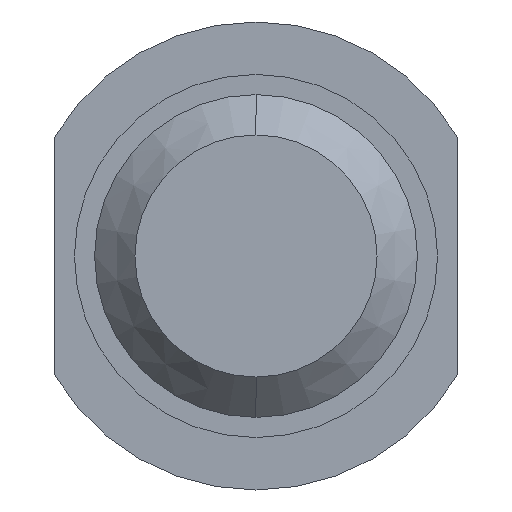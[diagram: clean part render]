
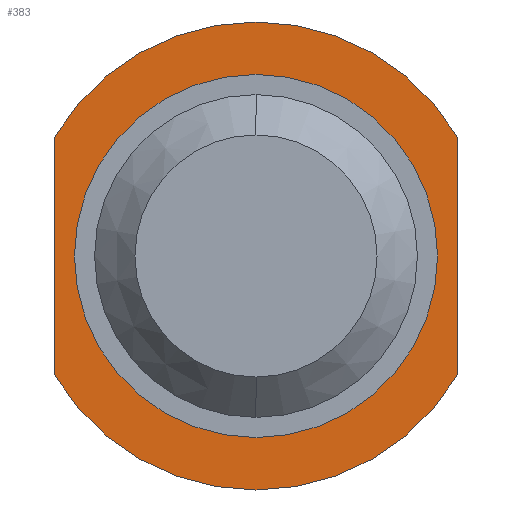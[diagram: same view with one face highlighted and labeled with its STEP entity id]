
A CAD part, front view. The second image highlights one B-rep face of the part: STEP entity #383.
In plain terms, the highlighted planar face has unit normal (0, -1, 0).
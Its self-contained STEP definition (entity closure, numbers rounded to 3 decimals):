
#4 = VECTOR ( 'NONE', #186, 1000. ) ;
#6 = ORIENTED_EDGE ( 'NONE', *, *, #286, .T. ) ;
#13 = DIRECTION ( 'NONE',  ( 0., 0., -1. ) ) ;
#14 = EDGE_CURVE ( 'NONE', #98, #424, #258, .T. ) ;
#24 = CARTESIAN_POINT ( 'NONE',  ( 2.5, 0., 1.47 ) ) ;
#27 = ORIENTED_EDGE ( 'NONE', *, *, #79, .F. ) ;
#30 = DIRECTION ( 'NONE',  ( 0., 0., -1. ) ) ;
#35 = FACE_OUTER_BOUND ( 'NONE', #222, .T. ) ;
#37 = CARTESIAN_POINT ( 'NONE',  ( -2.5, 0., 0. ) ) ;
#53 = DIRECTION ( 'NONE',  ( 0., 0., -1. ) ) ;
#74 = AXIS2_PLACEMENT_3D ( 'NONE', #504, #214, #13 ) ;
#79 = EDGE_CURVE ( 'NONE', #331, #423, #416, .T. ) ;
#98 = VERTEX_POINT ( 'NONE', #241 ) ;
#117 = CIRCLE ( 'NONE', #167, 2.9 ) ;
#128 = VECTOR ( 'NONE', #30, 1000. ) ;
#155 = ORIENTED_EDGE ( 'NONE', *, *, #461, .T. ) ;
#159 = CARTESIAN_POINT ( 'NONE',  ( 2.5, 0., -1.47 ) ) ;
#165 = DIRECTION ( 'NONE',  ( 0., 0., -1. ) ) ;
#167 = AXIS2_PLACEMENT_3D ( 'NONE', #407, #613, #511 ) ;
#185 = CARTESIAN_POINT ( 'NONE',  ( 0., 0., 0. ) ) ;
#186 = DIRECTION ( 'NONE',  ( 0., 0., 1. ) ) ;
#202 = ORIENTED_EDGE ( 'NONE', *, *, #350, .F. ) ;
#208 = CARTESIAN_POINT ( 'NONE',  ( 0., 0., 0. ) ) ;
#214 = DIRECTION ( 'NONE',  ( 0., -1., 0. ) ) ;
#219 = CARTESIAN_POINT ( 'NONE',  ( -2.5, 0., -1.47 ) ) ;
#222 = EDGE_LOOP ( 'NONE', ( #242, #155, #262, #6, #639 ) ) ;
#223 = CARTESIAN_POINT ( 'NONE',  ( 2.9, 0., 0. ) ) ;
#226 = CARTESIAN_POINT ( 'NONE',  ( 2.5, 0., 0. ) ) ;
#235 = DIRECTION ( 'NONE',  ( 0., -1., 0. ) ) ;
#236 = EDGE_CURVE ( 'NONE', #424, #490, #405, .T. ) ;
#241 = CARTESIAN_POINT ( 'NONE',  ( -2.5, 0., 1.47 ) ) ;
#242 = ORIENTED_EDGE ( 'NONE', *, *, #236, .T. ) ;
#258 = LINE ( 'NONE', #37, #128 ) ;
#262 = ORIENTED_EDGE ( 'NONE', *, *, #548, .T. ) ;
#267 = CARTESIAN_POINT ( 'NONE',  ( 0., 0., -2.9 ) ) ;
#285 = CIRCLE ( 'NONE', #346, 2.9 ) ;
#286 = EDGE_CURVE ( 'NONE', #525, #98, #285, .T. ) ;
#287 = DIRECTION ( 'NONE',  ( 0., 0., -1. ) ) ;
#297 = CARTESIAN_POINT ( 'NONE',  ( 0., 0., -2.25 ) ) ;
#331 = VERTEX_POINT ( 'NONE', #297 ) ;
#342 = VERTEX_POINT ( 'NONE', #159 ) ;
#346 = AXIS2_PLACEMENT_3D ( 'NONE', #208, #447, #53 ) ;
#350 = EDGE_CURVE ( 'NONE', #423, #331, #620, .T. ) ;
#357 = PLANE ( 'NONE',  #644 ) ;
#383 = ADVANCED_FACE ( 'NONE', ( #603, #35 ), #357, .T. ) ;
#405 = CIRCLE ( 'NONE', #455, 2.9 ) ;
#407 = CARTESIAN_POINT ( 'NONE',  ( 0., 0., 0. ) ) ;
#416 = CIRCLE ( 'NONE', #512, 2.25 ) ;
#423 = VERTEX_POINT ( 'NONE', #562 ) ;
#424 = VERTEX_POINT ( 'NONE', #219 ) ;
#431 = EDGE_LOOP ( 'NONE', ( #27, #202 ) ) ;
#447 = DIRECTION ( 'NONE',  ( 0., -1., 0. ) ) ;
#454 = DIRECTION ( 'NONE',  ( 0., -1., 0. ) ) ;
#455 = AXIS2_PLACEMENT_3D ( 'NONE', #545, #500, #165 ) ;
#461 = EDGE_CURVE ( 'NONE', #490, #342, #117, .T. ) ;
#490 = VERTEX_POINT ( 'NONE', #267 ) ;
#492 = LINE ( 'NONE', #226, #4 ) ;
#500 = DIRECTION ( 'NONE',  ( 0., -1., 0. ) ) ;
#504 = CARTESIAN_POINT ( 'NONE',  ( 0., 0., 0. ) ) ;
#511 = DIRECTION ( 'NONE',  ( 0., 0., -1. ) ) ;
#512 = AXIS2_PLACEMENT_3D ( 'NONE', #185, #235, #287 ) ;
#525 = VERTEX_POINT ( 'NONE', #24 ) ;
#545 = CARTESIAN_POINT ( 'NONE',  ( 0., 0., 0. ) ) ;
#548 = EDGE_CURVE ( 'NONE', #342, #525, #492, .T. ) ;
#559 = DIRECTION ( 'NONE',  ( 0., 0., -1. ) ) ;
#562 = CARTESIAN_POINT ( 'NONE',  ( 0., 0., 2.25 ) ) ;
#603 = FACE_BOUND ( 'NONE', #431, .T. ) ;
#613 = DIRECTION ( 'NONE',  ( 0., -1., 0. ) ) ;
#620 = CIRCLE ( 'NONE', #74, 2.25 ) ;
#639 = ORIENTED_EDGE ( 'NONE', *, *, #14, .T. ) ;
#644 = AXIS2_PLACEMENT_3D ( 'NONE', #223, #454, #559 ) ;
